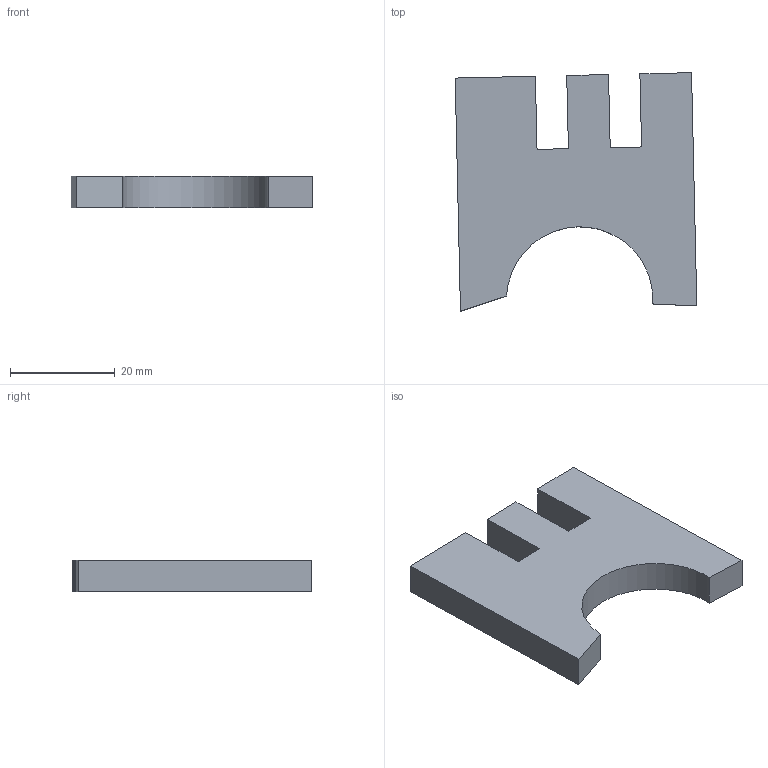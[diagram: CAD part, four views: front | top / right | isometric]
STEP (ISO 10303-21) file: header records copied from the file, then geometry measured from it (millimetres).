
FILE_DESCRIPTION (( 'STEP AP214' ), '1' );
FILE_NAME ('E_droite.STEP', '2024-03-29T23:54:20', ( '' ), ( '' ), 'SwSTEP 2.0', 'SolidWorks 2022', '' );
FILE_SCHEMA (( 'AUTOMOTIVE_DESIGN' ));
Length unit declared in the file: millimetre
Products named in the file (1): E_droite
Bounding box: 46.24 x 45.65 x 6 mm (x, y, z)
Volume: 8894.3 mm3; surface area: 4477.8 mm2
Topology: 1 solids, 1 shells, 16 faces, 42 edges, 28 vertices
Faces by surface type: plane 15, bspline 1
Entity records: 523 total; most frequent: CARTESIAN_POINT 100, ORIENTED_EDGE 84, DIRECTION 72, EDGE_CURVE 42, VECTOR 40, LINE 40, VERTEX_POINT 28, ADVANCED_FACE 16
